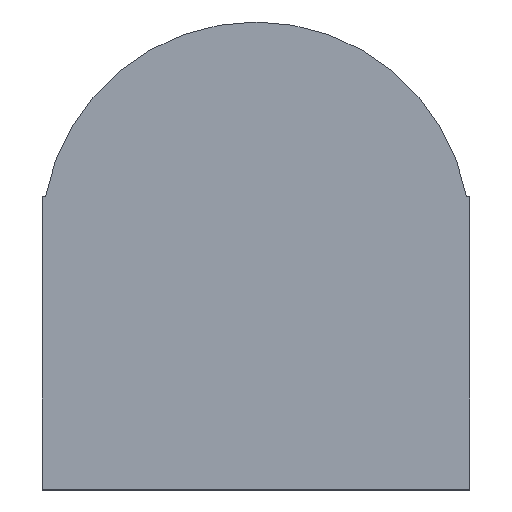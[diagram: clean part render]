
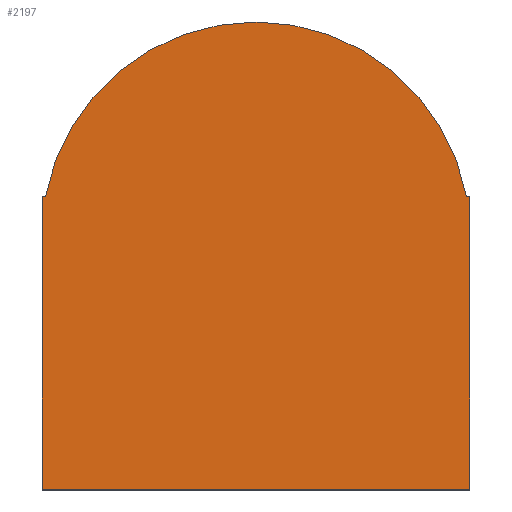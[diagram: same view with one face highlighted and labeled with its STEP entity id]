
A CAD part, top view. The second image highlights one B-rep face of the part: STEP entity #2197.
In plain terms, the highlighted planar face has unit normal (0, 0, 1).
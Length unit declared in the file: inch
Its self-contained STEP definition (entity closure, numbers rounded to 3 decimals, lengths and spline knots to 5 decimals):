
#206 = AXIS2_PLACEMENT_3D ( 'NONE', #497, #2431, #734 ) ;
#243 = PLANE ( 'NONE',  #206 ) ;
#253 = VERTEX_POINT ( 'NONE', #479 ) ;
#258 = EDGE_CURVE ( 'NONE', #2614, #2805, #1692, .T. ) ;
#479 = CARTESIAN_POINT ( 'NONE',  ( 0.33778, 0.47, 0.69 ) ) ;
#497 = CARTESIAN_POINT ( 'NONE',  ( 0., 0.40626, 0.69 ) ) ;
#551 = CARTESIAN_POINT ( 'NONE',  ( 0.33778, 0.47, 0.69 ) ) ;
#552 = CARTESIAN_POINT ( 'NONE',  ( 0.343, 0.47, 0.69 ) ) ;
#569 = CARTESIAN_POINT ( 'NONE',  ( -0.33778, 0.47, 0.69 ) ) ;
#723 = DIRECTION ( 'NONE',  ( 0., -1., 0. ) ) ;
#734 = DIRECTION ( 'NONE',  ( -1., 0., 0. ) ) ;
#813 = DIRECTION ( 'NONE',  ( -1., 0., 0. ) ) ;
#991 = ORIENTED_EDGE ( 'NONE', *, *, #258, .T. ) ;
#1000 = VECTOR ( 'NONE', #2862, 39.37008 ) ;
#1001 = LINE ( 'NONE', #2044, #1000 ) ;
#1068 = CIRCLE ( 'NONE', #3446, 0.34374 ) ;
#1077 = CARTESIAN_POINT ( 'NONE',  ( 0., 0.40626, 0.69 ) ) ;
#1162 = EDGE_CURVE ( 'NONE', #2888, #253, #1485, .T. ) ;
#1215 = FACE_OUTER_BOUND ( 'NONE', #2375, .T. ) ;
#1239 = EDGE_CURVE ( 'NONE', #2805, #2511, #1474, .T. ) ;
#1366 = DIRECTION ( 'NONE',  ( -1., 0., 0. ) ) ;
#1379 = VECTOR ( 'NONE', #2212, 39.37008 ) ;
#1388 = LINE ( 'NONE', #569, #1379 ) ;
#1394 = CARTESIAN_POINT ( 'NONE',  ( -0.343, 0., 0.69 ) ) ;
#1454 = VECTOR ( 'NONE', #2232, 39.37008 ) ;
#1460 = VECTOR ( 'NONE', #813, 39.37008 ) ;
#1474 = LINE ( 'NONE', #1394, #1454 ) ;
#1485 = LINE ( 'NONE', #551, #1460 ) ;
#1567 = EDGE_CURVE ( 'NONE', #2797, #2614, #1388, .T. ) ;
#1690 = VECTOR ( 'NONE', #723, 39.37008 ) ;
#1692 = LINE ( 'NONE', #2409, #1690 ) ;
#1879 = CARTESIAN_POINT ( 'NONE',  ( -0.343, 0., 0.69 ) ) ;
#1988 = ORIENTED_EDGE ( 'NONE', *, *, #1567, .T. ) ;
#2044 = CARTESIAN_POINT ( 'NONE',  ( 0.343, 0.47, 0.69 ) ) ;
#2077 = CARTESIAN_POINT ( 'NONE',  ( -0.33778, 0.47, 0.69 ) ) ;
#2197 = ADVANCED_FACE ( 'NONE', ( #1215 ), #243, .F. ) ;
#2212 = DIRECTION ( 'NONE',  ( -1., 0., 0. ) ) ;
#2232 = DIRECTION ( 'NONE',  ( 1., 0., 0. ) ) ;
#2313 = CARTESIAN_POINT ( 'NONE',  ( -0.343, 0.47, 0.69 ) ) ;
#2375 = EDGE_LOOP ( 'NONE', ( #3049, #1988, #991, #3138, #2489, #2841 ) ) ;
#2409 = CARTESIAN_POINT ( 'NONE',  ( -0.343, 0.47, 0.69 ) ) ;
#2431 = DIRECTION ( 'NONE',  ( 0., 0., -1. ) ) ;
#2489 = ORIENTED_EDGE ( 'NONE', *, *, #3097, .T. ) ;
#2511 = VERTEX_POINT ( 'NONE', #3362 ) ;
#2614 = VERTEX_POINT ( 'NONE', #2313 ) ;
#2797 = VERTEX_POINT ( 'NONE', #2077 ) ;
#2805 = VERTEX_POINT ( 'NONE', #1879 ) ;
#2841 = ORIENTED_EDGE ( 'NONE', *, *, #1162, .T. ) ;
#2862 = DIRECTION ( 'NONE',  ( 0., 1., 0. ) ) ;
#2878 = EDGE_CURVE ( 'NONE', #253, #2797, #1068, .T. ) ;
#2888 = VERTEX_POINT ( 'NONE', #552 ) ;
#3016 = DIRECTION ( 'NONE',  ( 0., 0., 1. ) ) ;
#3049 = ORIENTED_EDGE ( 'NONE', *, *, #2878, .T. ) ;
#3097 = EDGE_CURVE ( 'NONE', #2511, #2888, #1001, .T. ) ;
#3138 = ORIENTED_EDGE ( 'NONE', *, *, #1239, .T. ) ;
#3362 = CARTESIAN_POINT ( 'NONE',  ( 0.343, 0., 0.69 ) ) ;
#3446 = AXIS2_PLACEMENT_3D ( 'NONE', #1077, #3016, #1366 ) ;
